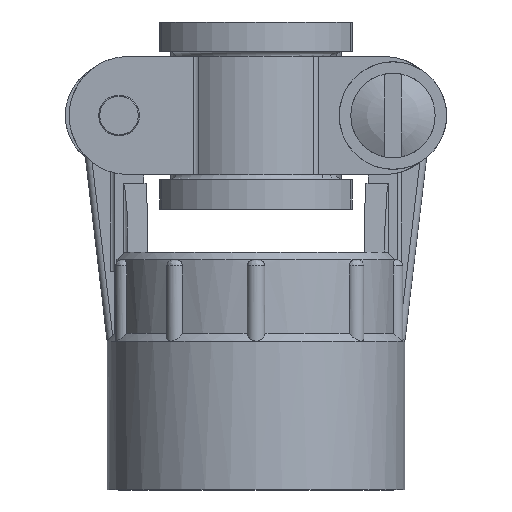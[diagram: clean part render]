
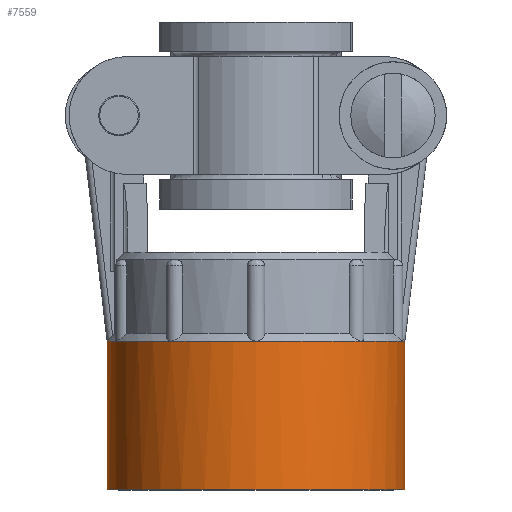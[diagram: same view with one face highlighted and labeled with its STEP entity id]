
A CAD part, front view. The second image highlights one B-rep face of the part: STEP entity #7559.
In plain terms, the highlighted cylindrical face has radius 9.7 mm (diameter 19.4 mm), a partial arc.
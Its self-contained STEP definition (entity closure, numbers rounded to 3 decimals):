
#11=CARTESIAN_POINT('',(9.7,-0.05,9.699));
#12=CARTESIAN_POINT('',(9.7,-0.051,9.699));
#13=CARTESIAN_POINT('',(9.7,-0.054,9.699));
#14=CARTESIAN_POINT('',(9.7,-0.058,9.699));
#15=CARTESIAN_POINT('',(9.7,-0.061,9.7));
#16=CARTESIAN_POINT('',(9.7,-0.063,9.7));
#18=CARTESIAN_POINT('',(0.,0.,0.));
#19=DIRECTION('',(0.,0.,-1.));
#20=DIRECTION('',(1.,0.,0.));
#21=AXIS2_PLACEMENT_3D('',#18,#19,#20);
#23=CARTESIAN_POINT('',(-9.7,-0.063,9.7));
#24=CARTESIAN_POINT('',(-9.7,-0.061,9.7));
#25=CARTESIAN_POINT('',(-9.7,-0.058,9.699));
#26=CARTESIAN_POINT('',(-9.7,-0.054,9.699));
#27=CARTESIAN_POINT('',(-9.7,-0.051,9.699));
#28=CARTESIAN_POINT('',(-9.7,-0.05,9.699));
#30=CARTESIAN_POINT('',(0.,0.,9.7));
#31=DIRECTION('',(0.,0.,-1.));
#32=DIRECTION('',(-0.94,-0.342,0.));
#33=AXIS2_PLACEMENT_3D('',#30,#31,#32);
#111=CARTESIAN_POINT('',(-9.7,-0.05,
9.699));
#112=CARTESIAN_POINT('',(-9.7,-0.044,
9.699));
#113=CARTESIAN_POINT('',(-9.7,-0.033,
9.7));
#114=CARTESIAN_POINT('',(-9.7,-0.017,
9.7));
#115=CARTESIAN_POINT('',(-9.7,-0.006,9.7));
#116=CARTESIAN_POINT('',(-9.7,0.,9.7));
#162=DIRECTION('',(0.,0.,1.));
#163=VECTOR('',#162,9.7);
#164=CARTESIAN_POINT('',(-9.7,0.,0.));
#165=LINE('',#164,#163);
#171=DIRECTION('',(0.,0.,1.));
#172=VECTOR('',#171,9.7);
#173=CARTESIAN_POINT('',(9.7,0.,0.));
#174=LINE('',#173,#172);
#205=CARTESIAN_POINT('',(9.7,-0.05,9.699));
#206=CARTESIAN_POINT('',(9.7,-0.044,9.699));
#207=CARTESIAN_POINT('',(9.7,-0.033,9.7));
#208=CARTESIAN_POINT('',(9.7,-0.017,9.7));
#209=CARTESIAN_POINT('',(9.7,-0.006,9.7));
#210=CARTESIAN_POINT('',(9.7,0.,9.7));
#271=CARTESIAN_POINT('',(0.,0.,9.7));
#272=DIRECTION('',(0.,0.,-1.));
#273=DIRECTION('',(0.707,-0.707,0.));
#274=AXIS2_PLACEMENT_3D('',#271,#272,#273);
#289=CARTESIAN_POINT('',(0.,-9.7,9.7));
#291=CARTESIAN_POINT('',(0.,0.,9.7));
#292=DIRECTION('',(0.,0.,-1.));
#293=DIRECTION('',(1.,-0.006,0.));
#294=AXIS2_PLACEMENT_3D('',#291,#292,#293);
#309=CARTESIAN_POINT('',(9.553,-1.684,9.7));
#331=CARTESIAN_POINT('',(6.859,-6.859,9.7));
#348=CARTESIAN_POINT('',(0.,0.,9.7));
#349=DIRECTION('',(0.,0.,-1.));
#350=DIRECTION('',(0.985,-0.174,0.));
#351=AXIS2_PLACEMENT_3D('',#348,#349,#350);
#1787=CARTESIAN_POINT('',(0.,0.,9.7));
#1788=DIRECTION('',(0.,0.,-1.));
#1789=DIRECTION('',(0.,-1.,0.));
#1790=AXIS2_PLACEMENT_3D('',#1787,#1788,#1789);
#1805=CARTESIAN_POINT('',(-5.564,-7.946,
9.7));
#1835=CARTESIAN_POINT('',(-9.115,-3.318,
9.7));
#1852=CARTESIAN_POINT('',(0.,0.,9.7));
#1853=DIRECTION('',(0.,0.,-1.));
#1854=DIRECTION('',(-0.574,-0.819,0.));
#1855=AXIS2_PLACEMENT_3D('',#1852,#1853,#1854);
#6181=CARTESIAN_POINT('',(9.7,0.,0.));
#6182=CARTESIAN_POINT('',(-9.7,0.,0.));
#6183=VERTEX_POINT('',#6181);
#6184=VERTEX_POINT('',#6182);
#6225=VERTEX_POINT('',#289);
#6236=VERTEX_POINT('',#1805);
#6247=VERTEX_POINT('',#1835);
#6340=VERTEX_POINT('',#309);
#6343=VERTEX_POINT('',#331);
#6352=CARTESIAN_POINT('',(9.7,0.,9.7));
#6353=VERTEX_POINT('',#6352);
#6398=CARTESIAN_POINT('',(-9.7,0.,9.7));
#6399=VERTEX_POINT('',#6398);
#6440=CARTESIAN_POINT('',(-9.7,-0.05,
9.699));
#6442=VERTEX_POINT('',#6440);
#6462=CARTESIAN_POINT('',(9.7,-0.05,
9.699));
#6463=VERTEX_POINT('',#6462);
#6466=VERTEX_POINT('',#23);
#6467=VERTEX_POINT('',#16);
#7527=CARTESIAN_POINT('',(0.,0.,16.275));
#7528=DIRECTION('',(0.,0.,-1.));
#7529=DIRECTION('',(-1.,0.,0.));
#7530=AXIS2_PLACEMENT_3D('',#7527,#7528,#7529);
#7531=CYLINDRICAL_SURFACE('',#7530,9.7);
#7533=ORIENTED_EDGE('',*,*,#7532,.F.);
#7535=ORIENTED_EDGE('',*,*,#7534,.F.);
#7537=ORIENTED_EDGE('',*,*,#7536,.F.);
#7539=ORIENTED_EDGE('',*,*,#7538,.F.);
#7541=ORIENTED_EDGE('',*,*,#7540,.F.);
#7543=ORIENTED_EDGE('',*,*,#7542,.F.);
#7545=ORIENTED_EDGE('',*,*,#7544,.F.);
#7547=ORIENTED_EDGE('',*,*,#7546,.T.);
#7549=ORIENTED_EDGE('',*,*,#7548,.F.);
#7550=ORIENTED_EDGE('',*,*,#7514,.T.);
#7552=ORIENTED_EDGE('',*,*,#7551,.T.);
#7554=ORIENTED_EDGE('',*,*,#7553,.F.);
#7556=ORIENTED_EDGE('',*,*,#7555,.F.);
#7557=EDGE_LOOP('',(#7533,#7535,#7537,#7539,#7541,#7543,#7545,#7547,#7549,#7550,
#7552,#7554,#7556));
#7558=FACE_OUTER_BOUND('',#7557,.F.);
#7559=ADVANCED_FACE('',(#7558),#7531,.T.);
#17=B_SPLINE_CURVE_WITH_KNOTS('',3,(#11,#12,#13,#14,#15,#16),.UNSPECIFIED.,.F.,
.F.,(4,1,1,4),(0.,0.333,0.667,1.),.UNSPECIFIED.);
#22=CIRCLE('',#21,9.7);
#29=B_SPLINE_CURVE_WITH_KNOTS('',3,(#23,#24,#25,#26,#27,#28),.UNSPECIFIED.,.F.,
.F.,(4,1,1,4),(0.,0.333,0.667,1.),.UNSPECIFIED.);
#34=CIRCLE('',#33,9.7);
#117=B_SPLINE_CURVE_WITH_KNOTS('',3,(#111,#112,#113,#114,#115,#116),
.UNSPECIFIED.,.F.,.F.,(4,1,1,4),(0.,0.333,0.667,1.),
.UNSPECIFIED.);
#211=B_SPLINE_CURVE_WITH_KNOTS('',3,(#205,#206,#207,#208,#209,#210),
.UNSPECIFIED.,.F.,.F.,(4,1,1,4),(0.,0.333,0.667,1.),
.UNSPECIFIED.);
#275=CIRCLE('',#274,9.7);
#295=CIRCLE('',#294,9.7);
#352=CIRCLE('',#351,9.7);
#1791=CIRCLE('',#1790,9.7);
#1856=CIRCLE('',#1855,9.7);
#7514=EDGE_CURVE('',#6183,#6184,#22,.T.);
#7532=EDGE_CURVE('',#6247,#6466,#34,.T.);
#7534=EDGE_CURVE('',#6236,#6247,#1856,.T.);
#7536=EDGE_CURVE('',#6225,#6236,#1791,.T.);
#7538=EDGE_CURVE('',#6343,#6225,#275,.T.);
#7540=EDGE_CURVE('',#6340,#6343,#352,.T.);
#7542=EDGE_CURVE('',#6467,#6340,#295,.T.);
#7544=EDGE_CURVE('',#6463,#6467,#17,.T.);
#7546=EDGE_CURVE('',#6463,#6353,#211,.T.);
#7548=EDGE_CURVE('',#6183,#6353,#174,.T.);
#7551=EDGE_CURVE('',#6184,#6399,#165,.T.);
#7553=EDGE_CURVE('',#6442,#6399,#117,.T.);
#7555=EDGE_CURVE('',#6466,#6442,#29,.T.);
